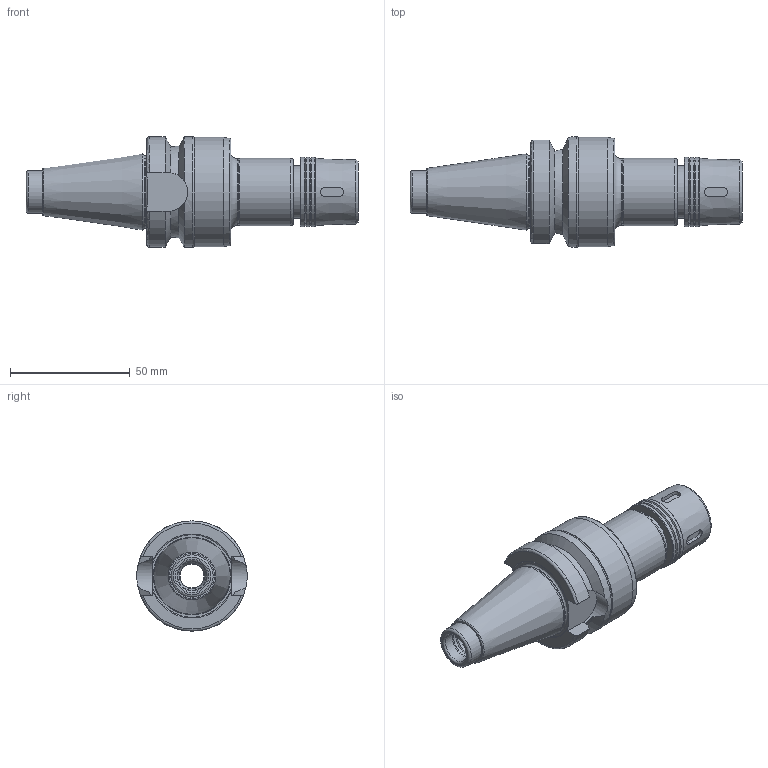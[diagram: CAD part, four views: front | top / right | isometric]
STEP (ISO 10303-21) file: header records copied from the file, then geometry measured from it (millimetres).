
FILE_DESCRIPTION((''),'2;1');
FILE_NAME('244603009090-3D.stp','2020-05-12T18:24:19',('nttooll'),(''),'Autodesk Inventor 2012','Autodesk Inventor 2012','');
FILE_SCHEMA(('AUTOMOTIVE_DESIGN { 1 0 10303 214 1 1 1 1 }'));
Length unit declared in the file: millimetre
Products named in the file (1): 244603009090-3D
Bounding box: 138.4 x 46 x 46 mm (x, y, z)
Volume: 94710.2 mm3; surface area: 22616.6 mm2
Topology: 1 solids, 1 shells, 107 faces, 231 edges, 143 vertices
Faces by surface type: plane 36, cylinder 34, cone 27, torus 10
Full cylindrical faces by diameter (mm): 10 x1, 10.5 x2, 12 x1, 12.5 x1, 12.9 x1, 13 x1, 13.5 x1, 15.5 x1, 17.6 x1, 19 x1, 22 x1, 27.6 x1, 28 x1, 29 x3, 30.8 x1, 45.5 x1, 46 x1
Entity records: 2840 total; most frequent: CARTESIAN_POINT 720, DIRECTION 442, ORIENTED_EDGE 356, AXIS2_PLACEMENT_3D 198, EDGE_CURVE 178, EDGE_LOOP 176, VERTEX_POINT 140, FACE_OUTER_BOUND 107
